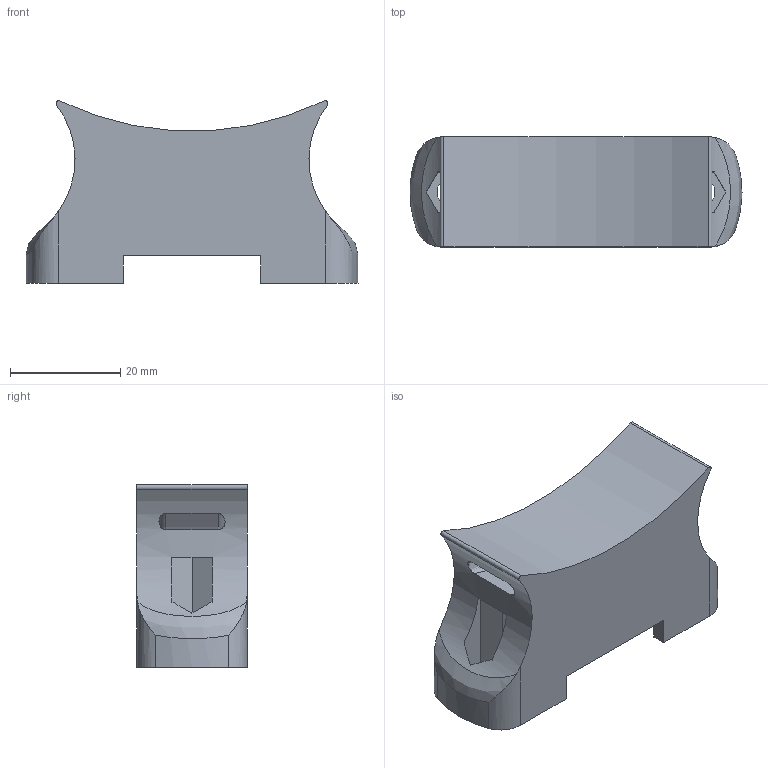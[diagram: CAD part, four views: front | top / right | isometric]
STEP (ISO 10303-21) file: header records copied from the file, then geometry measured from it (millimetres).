
FILE_DESCRIPTION(/* description */ (''),/* implementation_level */ '2;1');
FILE_NAME(/* name */ 'drzak_kable_spodni_dil_110_v2.stp',/* time_stamp */ '2025-03-28T08:58:40+01:00',/* author */ ('lisnik'),/* organization */ (''),/* preprocessor_version */ 'ST-DEVELOPER v19',/* originating_system */ 'Autodesk Inventor 2023',/* authorisation */ '');
FILE_SCHEMA (('AUTOMOTIVE_DESIGN { 1 0 10303 214 3 1 1 }'));
Length unit declared in the file: millimetre
Products named in the file (1): drzak_kable_spodni_dil_110_v2
Bounding box: 60.31 x 20 x 33.19 mm (x, y, z)
Volume: 22633 mm3; surface area: 8392.3 mm2
Topology: 1 solids, 1 shells, 50 faces, 142 edges, 96 vertices
Faces by surface type: plane 31, cylinder 15, bspline 2, torus 2
Full cylindrical faces by diameter (mm): 4.5 x2
Entity records: 1877 total; most frequent: CARTESIAN_POINT 527, ORIENTED_EDGE 284, DIRECTION 252, EDGE_CURVE 142, VERTEX_POINT 96, LINE 90, VECTOR 90, AXIS2_PLACEMENT_3D 81
